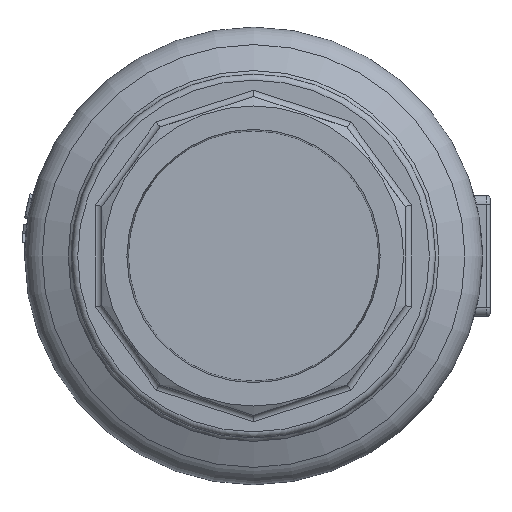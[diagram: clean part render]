
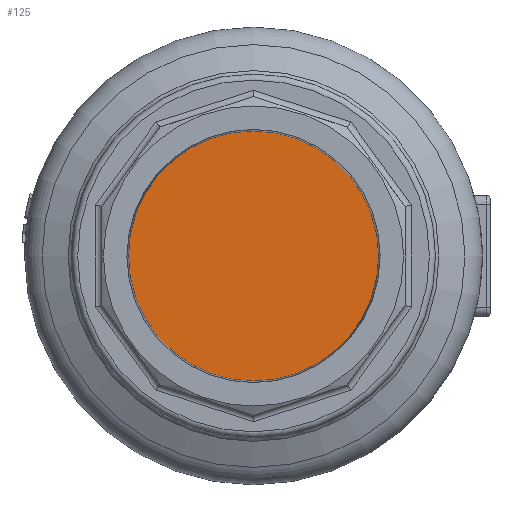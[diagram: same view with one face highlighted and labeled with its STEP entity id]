
A CAD part, left-side view. The second image highlights one B-rep face of the part: STEP entity #125.
In plain terms, the highlighted free-form (B-spline) face has degree [1, 1] with [2, 2] control points.
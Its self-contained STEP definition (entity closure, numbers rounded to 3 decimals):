
#94=CARTESIAN_POINT('',(-10.0,0.,41.275));
#95=VERTEX_POINT('',#94);
#96=CARTESIAN_POINT('',(-10.,0.,0.));
#97=DIRECTION('',(-1.0,0.0,0.0));
#98=DIRECTION('',(0.0,0.0,1.0));
#99=AXIS2_PLACEMENT_3D('',#96,#97,#98);
#100=CIRCLE('',#99,41.275);
#101=EDGE_CURVE('',#95,#95,#100,.T.);
#117=CARTESIAN_POINT('',(-10.,41.275,-41.275));
#118=CARTESIAN_POINT('',(-10.0,41.275,41.275));
#119=CARTESIAN_POINT('',(-10.,-41.275,-41.275));
#120=CARTESIAN_POINT('',(-10.,-41.275,41.275));
#121=B_SPLINE_SURFACE_WITH_KNOTS('',1,1,((#117,#119),(#118,#120)),.UNSPECIFIED.,.F.,.F.,.U.,(2,2),(2,2),(0.0,82.55),(0.0,82.55),.UNSPECIFIED.);
#122=ORIENTED_EDGE('',*,*,#101,.T.);
#123=EDGE_LOOP('',(#122));
#124=FACE_OUTER_BOUND('',#123,.T.);
#125=ADVANCED_FACE('',(#124),#121,.F.);
